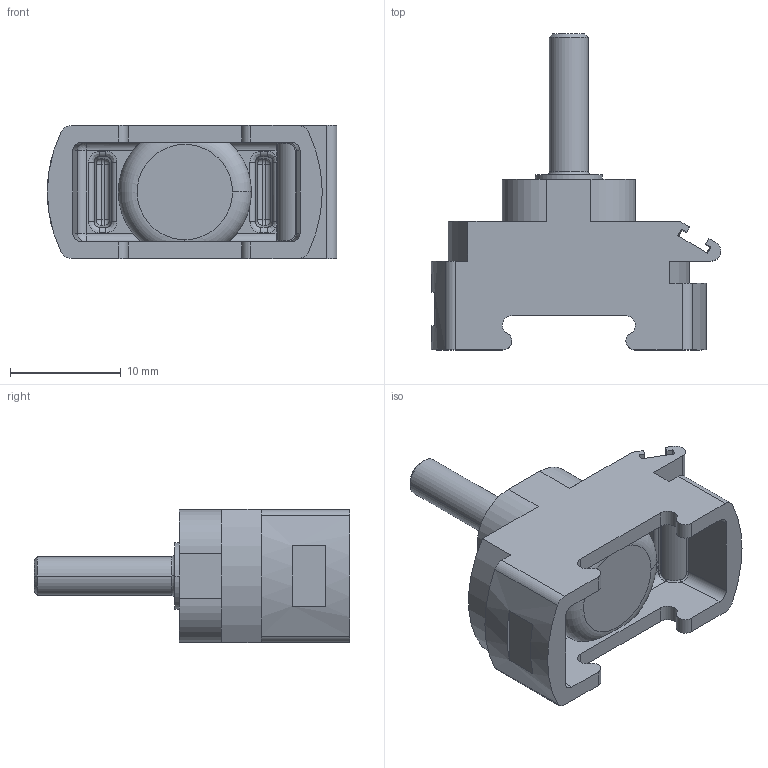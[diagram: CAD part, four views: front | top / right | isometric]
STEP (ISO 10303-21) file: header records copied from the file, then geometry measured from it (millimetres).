
FILE_DESCRIPTION((''),'2;1');
FILE_NAME('00115094337','2019-11-29T',('presta_be4'),(''),'CREO PARAMETRIC BY PTC INC, 2018360','CREO PARAMETRIC BY PTC INC, 2018360','');
FILE_SCHEMA(('CONFIG_CONTROL_DESIGN'));
Length unit declared in the file: millimetre
Products named in the file (1): 00115094337
Bounding box: 26.1 x 28.5 x 12 mm (x, y, z)
Volume: 2746.2 mm3; surface area: 2067.3 mm2
Topology: 1 solids, 1 shells, 218 faces, 516 edges, 305 vertices
Faces by surface type: cylinder 81, plane 64, bspline 28, torus 18, sphere 18, cone 9
Entity records: 9582 total; most frequent: CARTESIAN_POINT 4703, ORIENTED_EDGE 1028, DIRECTION 996, EDGE_CURVE 514, AXIS2_PLACEMENT_3D 378, VERTEX_POINT 305, VECTOR 240, LINE 240
